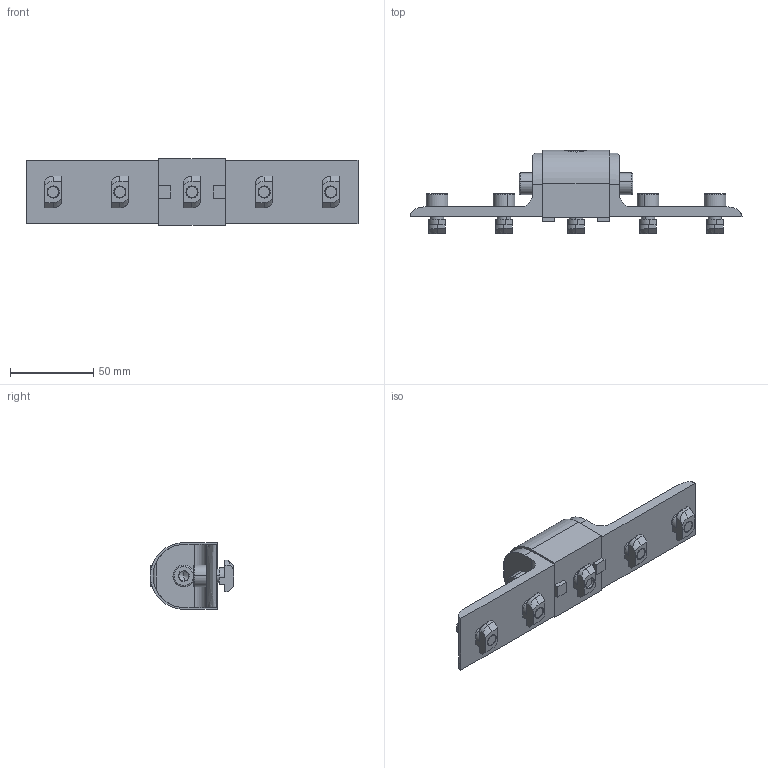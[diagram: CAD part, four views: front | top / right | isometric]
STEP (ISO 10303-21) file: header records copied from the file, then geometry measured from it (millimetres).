
FILE_DESCRIPTION (( 'STEP AP214' ), '1' );
FILE_NAME ('#054 Êîìïëåêò êðîíøòåéíà 40õ40-10-Â ñ óãîëêîì, â ïàç ïðîôèëÿ.STEP', '2022-06-21T13:40:42', ( 'Ñòàñ' ), ( '' ), 'SwSTEP 2.0', 'SolidWorks 2021', '' );
FILE_SCHEMA (( 'AUTOMOTIVE_DESIGN' ));
Length unit declared in the file: millimetre
Products named in the file (7): #054 Êîìïëåêò êðîíøòåéíà 40õ40-10-Â ñ óãîëêîì, â ïàç ïðîôèëÿ; A459 Ïîâîðîòíûé óãîëîê, ïàç 10; M14 Âèíò öèëèíäð. ñ âíóòðåííèì øåñò. Ì8 õ 18 DIN 912; A465 Ïîâîðîòíûé êðîíøòåéí 10-B; D47 Âèíò öèëèíäð. ñ âíóòðåííèì øåñò. Ì8 õ16 DIN 912; D45 Ò-ãàéêà Ì8, ïàç 10_00; M17 Âèíò öèëèíäð. ñ âíóòðåííèì øåñò. Ì8 õ40 DIN 912
Assembly tree (15 placements, depth 2):
  #054 Êîìïëåêò êðîíøòåéíà 40õ40-10-Â ñ óãîëêîì, â ïàç ïðîôèëÿ
    A465 Ïîâîðîòíûé êðîíøòåéí 10-B
    A459 Ïîâîðîòíûé óãîëîê, ïàç 10  x2
    D45 Ò-ãàéêà Ì8, ïàç 10_00  x5
    M14 Âèíò öèëèíäð. ñ âíóòðåííèì øåñò. Ì8 õ 18 DIN 912  x2
    D47 Âèíò öèëèíäð. ñ âíóòðåííèì øåñò. Ì8 õ16 DIN 912  x4
    M17 Âèíò öèëèíäð. ñ âíóòðåííèì øåñò. Ì8 õ40 DIN 912
Bounding box: 199 x 49.88 x 40 mm (x, y, z)
Volume: 118061.2 mm3; surface area: 42064.9 mm2
Topology: 15 solids, 15 shells, 500 faces, 1250 edges, 779 vertices
Faces by surface type: plane 321, cylinder 87, cone 62, torus 28, bspline 2
Entity records: 5822 total; most frequent: CARTESIAN_POINT 1304, DIRECTION 893, ORIENTED_EDGE 846, EDGE_CURVE 423, AXIS2_PLACEMENT_3D 320, VERTEX_POINT 265, LINE 253, VECTOR 253
